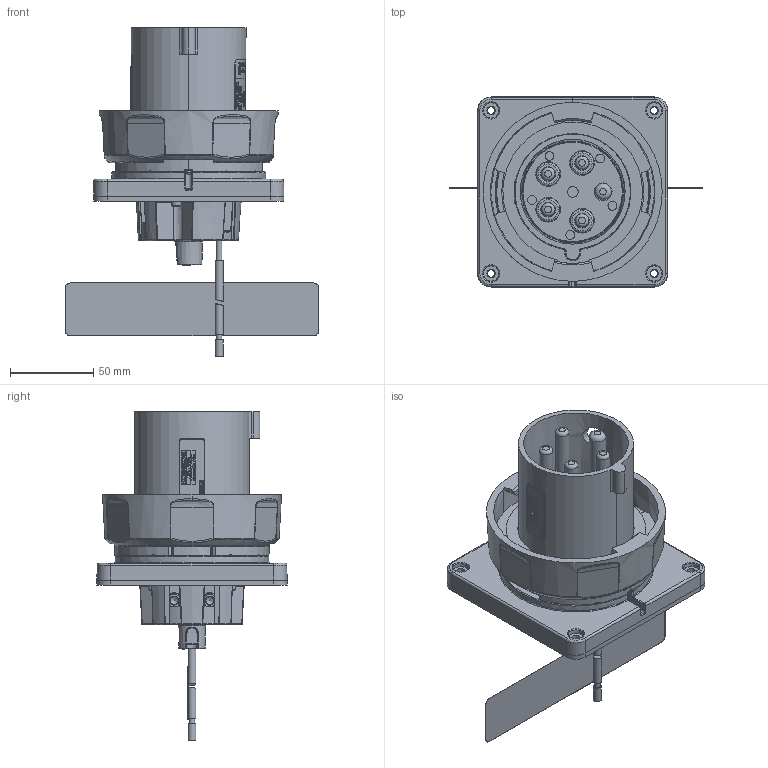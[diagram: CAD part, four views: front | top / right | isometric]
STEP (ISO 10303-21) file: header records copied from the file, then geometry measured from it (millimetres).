
FILE_DESCRIPTION (( 'STEP AP214' ), '1' );
FILE_NAME ('ORB6404-M09 560B9WLEV.STEP', '2023-04-04T14:49:50', ( '' ), ( '' ), 'SwSTEP 2.0', 'SolidWorks 2020', '' );
FILE_SCHEMA (( 'AUTOMOTIVE_DESIGN' ));
Length unit declared in the file: inch
Products named in the file (1): ORB6404-M09    560B9WLEV
Bounding box: 152.4 x 114.3 x 197.81 mm (x, y, z)
Volume: 407335.8 mm3; surface area: 213355.3 mm2
Topology: 15 solids, 18 shells, 3877 faces, 9561 edges, 5821 vertices
Faces by surface type: plane 1502, bspline 1149, cylinder 667, cone 225, sphere 176, torus 158
Full cylindrical faces by diameter (mm): 2.362 x1, 2.539 x2, 3.302 x3, 4.318 x4, 4.775 x3, 5.334 x5, 8.001 x4, 8.433 x10, 10 x1, 69.926 x1, 73.81 x1, 77.343 x1
Entity records: 221512 total; most frequent: CARTESIAN_POINT 91004, ORIENTED_EDGE 18414, DIRECTION 13495, EDGE_CURVE 9207, VERTEX_POINT 5758, AXIS2_PLACEMENT_3D 4663, EDGE_LOOP 4331, VECTOR 4169
